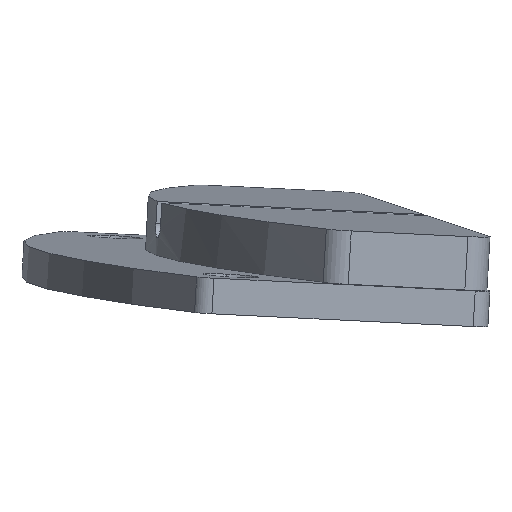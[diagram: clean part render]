
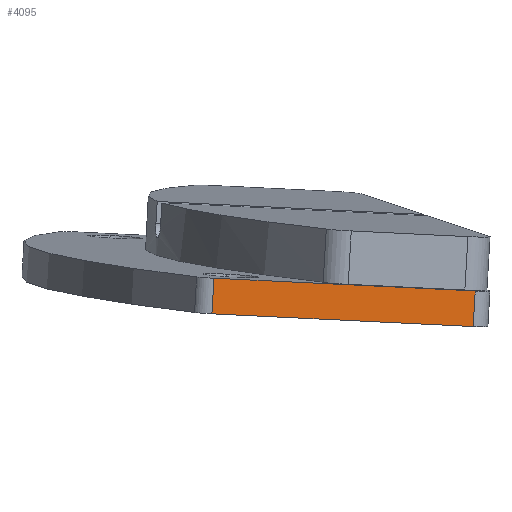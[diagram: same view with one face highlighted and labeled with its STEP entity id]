
A CAD part, front view. The second image highlights one B-rep face of the part: STEP entity #4095.
In plain terms, the highlighted planar face has unit normal (0.174, -0.983, -0.058).
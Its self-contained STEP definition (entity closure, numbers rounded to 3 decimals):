
#139 = PLANE('',#140);
#140 = AXIS2_PLACEMENT_3D('',#141,#142,#143);
#141 = CARTESIAN_POINT('',(25.755,-45.335,-8.486
    ));
#142 = DIRECTION('',(0.057,-0.048,
    0.997));
#143 = DIRECTION('',(-0.174,0.983,0.058));
#259 = PLANE('',#260);
#260 = AXIS2_PLACEMENT_3D('',#261,#262,#263);
#261 = CARTESIAN_POINT('',(25.984,-45.529,
    -4.497));
#262 = DIRECTION('',(0.057,-0.048,
    0.997));
#263 = DIRECTION('',(-0.174,0.983,0.058));
#519 = CYLINDRICAL_SURFACE('',#520,2.);
#520 = AXIS2_PLACEMENT_3D('',#521,#522,#523);
#521 = CARTESIAN_POINT('',(20.492,-39.675,
    -8.109));
#522 = DIRECTION('',(0.057,-0.048,
    0.997));
#523 = DIRECTION('',(0.818,-0.57,-0.075)
  );
#554 = VERTEX_POINT('',#555);
#555 = CARTESIAN_POINT('',(21.08,-41.845,
    -4.036));
#603 = EDGE_CURVE('',#554,#604,#606,.T.);
#604 = VERTEX_POINT('',#605);
#605 = CARTESIAN_POINT('',(-8.195,-47.099,
    -2.606));
#606 = SURFACE_CURVE('',#607,(#611,#618),.PCURVE_S1.);
#607 = LINE('',#608,#609);
#608 = CARTESIAN_POINT('',(21.08,-41.845,
    -4.036));
#609 = VECTOR('',#610,1.);
#610 = DIRECTION('',(-0.983,-0.176,0.048)
  );
#611 = PCURVE('',#259,#612);
#612 = DEFINITIONAL_REPRESENTATION('',(#613),#617);
#613 = LINE('',#614,#615);
#614 = CARTESIAN_POINT('',(4.5,4.193));
#615 = VECTOR('',#616,1.);
#616 = DIRECTION('',(0.,1.));
#617 = ( GEOMETRIC_REPRESENTATION_CONTEXT(2) 
PARAMETRIC_REPRESENTATION_CONTEXT() REPRESENTATION_CONTEXT('2D SPACE',''
  ) );
#618 = PCURVE('',#619,#624);
#619 = PLANE('',#620);
#620 = AXIS2_PLACEMENT_3D('',#621,#622,#623);
#621 = CARTESIAN_POINT('',(22.303,-41.379,
    -8.296));
#622 = DIRECTION('',(0.174,-0.983,-0.058)
  );
#623 = DIRECTION('',(0.057,-0.048,
    0.997));
#624 = DEFINITIONAL_REPRESENTATION('',(#625),#629);
#625 = LINE('',#626,#627);
#626 = CARTESIAN_POINT('',(4.2,1.489));
#627 = VECTOR('',#628,1.);
#628 = DIRECTION('',(0.,1.));
#629 = ( GEOMETRIC_REPRESENTATION_CONTEXT(2) 
PARAMETRIC_REPRESENTATION_CONTEXT() REPRESENTATION_CONTEXT('2D SPACE',''
  ) );
#652 = CYLINDRICAL_SURFACE('',#653,2.);
#653 = AXIS2_PLACEMENT_3D('',#654,#655,#656);
#654 = CARTESIAN_POINT('',(-8.783,-44.93,
    -6.679));
#655 = DIRECTION('',(0.057,-0.048,
    0.997));
#656 = DIRECTION('',(-0.368,-0.93,-0.024
    ));
#4006 = VERTEX_POINT('',#4007);
#4007 = CARTESIAN_POINT('',(-8.424,-46.906,
    -6.595));
#4051 = EDGE_CURVE('',#604,#4006,#4052,.T.);
#4052 = SURFACE_CURVE('',#4053,(#4057,#4086),.PCURVE_S1.);
#4053 = LINE('',#4054,#4055);
#4054 = CARTESIAN_POINT('',(-8.195,-47.099,
    -2.606));
#4055 = VECTOR('',#4056,1.);
#4056 = DIRECTION('',(-0.057,0.048,
    -0.997));
#4057 = PCURVE('',#652,#4058);
#4058 = DEFINITIONAL_REPRESENTATION('',(#4059),#4085);
#4059 = B_SPLINE_CURVE_WITH_KNOTS('',3,(#4060,#4061,#4062,#4063,#4064,
    #4065,#4066,#4067,#4068,#4069,#4070,#4071,#4072,#4073,#4074,#4075,
    #4076,#4077,#4078,#4079,#4080,#4081,#4082,#4083,#4084),
  .UNSPECIFIED.,.F.,.F.,(4,1,1,1,1,1,1,1,1,1,1,1,1,1,1,1,1,1,1,1,1,1,4),
  (0.,0.182,0.364,0.545,0.727,
    0.909,1.091,1.273,1.455,
    1.636,1.818,2.,2.182,2.364,
    2.545,2.727,2.909,3.091,
    3.273,3.455,3.636,3.818,4.),
  .QUASI_UNIFORM_KNOTS.);
#4060 = CARTESIAN_POINT('',(6.835,4.2));
#4061 = CARTESIAN_POINT('',(6.835,4.139));
#4062 = CARTESIAN_POINT('',(6.835,4.018));
#4063 = CARTESIAN_POINT('',(6.835,3.836));
#4064 = CARTESIAN_POINT('',(6.835,3.655));
#4065 = CARTESIAN_POINT('',(6.835,3.473));
#4066 = CARTESIAN_POINT('',(6.835,3.291));
#4067 = CARTESIAN_POINT('',(6.835,3.109));
#4068 = CARTESIAN_POINT('',(6.835,2.927));
#4069 = CARTESIAN_POINT('',(6.835,2.745));
#4070 = CARTESIAN_POINT('',(6.835,2.564));
#4071 = CARTESIAN_POINT('',(6.835,2.382));
#4072 = CARTESIAN_POINT('',(6.835,2.2));
#4073 = CARTESIAN_POINT('',(6.835,2.018));
#4074 = CARTESIAN_POINT('',(6.835,1.836));
#4075 = CARTESIAN_POINT('',(6.835,1.655));
#4076 = CARTESIAN_POINT('',(6.835,1.473));
#4077 = CARTESIAN_POINT('',(6.835,1.291));
#4078 = CARTESIAN_POINT('',(6.835,1.109));
#4079 = CARTESIAN_POINT('',(6.835,0.927));
#4080 = CARTESIAN_POINT('',(6.835,0.745));
#4081 = CARTESIAN_POINT('',(6.835,0.564));
#4082 = CARTESIAN_POINT('',(6.835,0.382));
#4083 = CARTESIAN_POINT('',(6.835,0.261));
#4084 = CARTESIAN_POINT('',(6.835,0.2));
#4085 = ( GEOMETRIC_REPRESENTATION_CONTEXT(2) 
PARAMETRIC_REPRESENTATION_CONTEXT() REPRESENTATION_CONTEXT('2D SPACE',''
  ) );
#4086 = PCURVE('',#619,#4087);
#4087 = DEFINITIONAL_REPRESENTATION('',(#4088),#4092);
#4088 = LINE('',#4089,#4090);
#4089 = CARTESIAN_POINT('',(4.2,31.266));
#4090 = VECTOR('',#4091,1.);
#4091 = DIRECTION('',(-1.,0.));
#4092 = ( GEOMETRIC_REPRESENTATION_CONTEXT(2) 
PARAMETRIC_REPRESENTATION_CONTEXT() REPRESENTATION_CONTEXT('2D SPACE',''
  ) );
#4095 = ADVANCED_FACE('',(#4096),#619,.T.);
#4096 = FACE_BOUND('',#4097,.F.);
#4097 = EDGE_LOOP('',(#4098,#4143,#4164,#4165));
#4098 = ORIENTED_EDGE('',*,*,#4099,.F.);
#4099 = EDGE_CURVE('',#4100,#554,#4102,.T.);
#4100 = VERTEX_POINT('',#4101);
#4101 = CARTESIAN_POINT('',(20.851,-41.651,
    -8.025));
#4102 = SURFACE_CURVE('',#4103,(#4107,#4114),.PCURVE_S1.);
#4103 = LINE('',#4104,#4105);
#4104 = CARTESIAN_POINT('',(20.851,-41.651,
    -8.025));
#4105 = VECTOR('',#4106,1.);
#4106 = DIRECTION('',(0.057,-0.048,
    0.997));
#4107 = PCURVE('',#619,#4108);
#4108 = DEFINITIONAL_REPRESENTATION('',(#4109),#4113);
#4109 = LINE('',#4110,#4111);
#4110 = CARTESIAN_POINT('',(0.2,1.489));
#4111 = VECTOR('',#4112,1.);
#4112 = DIRECTION('',(1.,0.));
#4113 = ( GEOMETRIC_REPRESENTATION_CONTEXT(2) 
PARAMETRIC_REPRESENTATION_CONTEXT() REPRESENTATION_CONTEXT('2D SPACE',''
  ) );
#4114 = PCURVE('',#519,#4115);
#4115 = DEFINITIONAL_REPRESENTATION('',(#4116),#4142);
#4116 = B_SPLINE_CURVE_WITH_KNOTS('',3,(#4117,#4118,#4119,#4120,#4121,
    #4122,#4123,#4124,#4125,#4126,#4127,#4128,#4129,#4130,#4131,#4132,
    #4133,#4134,#4135,#4136,#4137,#4138,#4139,#4140,#4141),
  .UNSPECIFIED.,.F.,.F.,(4,1,1,1,1,1,1,1,1,1,1,1,1,1,1,1,1,1,1,1,1,1,4),
  (0.,0.182,0.364,0.545,0.727,
    0.909,1.091,1.273,1.455,
    1.636,1.818,2.,2.182,2.364,
    2.545,2.727,2.909,3.091,
    3.273,3.455,3.636,3.818,4.),
  .QUASI_UNIFORM_KNOTS.);
#4117 = CARTESIAN_POINT('',(-0.785,0.2));
#4118 = CARTESIAN_POINT('',(-0.785,0.261));
#4119 = CARTESIAN_POINT('',(-0.785,0.382));
#4120 = CARTESIAN_POINT('',(-0.785,0.564));
#4121 = CARTESIAN_POINT('',(-0.785,0.745));
#4122 = CARTESIAN_POINT('',(-0.785,0.927));
#4123 = CARTESIAN_POINT('',(-0.785,1.109));
#4124 = CARTESIAN_POINT('',(-0.785,1.291));
#4125 = CARTESIAN_POINT('',(-0.785,1.473));
#4126 = CARTESIAN_POINT('',(-0.785,1.655));
#4127 = CARTESIAN_POINT('',(-0.785,1.836));
#4128 = CARTESIAN_POINT('',(-0.785,2.018));
#4129 = CARTESIAN_POINT('',(-0.785,2.2));
#4130 = CARTESIAN_POINT('',(-0.785,2.382));
#4131 = CARTESIAN_POINT('',(-0.785,2.564));
#4132 = CARTESIAN_POINT('',(-0.785,2.745));
#4133 = CARTESIAN_POINT('',(-0.785,2.927));
#4134 = CARTESIAN_POINT('',(-0.785,3.109));
#4135 = CARTESIAN_POINT('',(-0.785,3.291));
#4136 = CARTESIAN_POINT('',(-0.785,3.473));
#4137 = CARTESIAN_POINT('',(-0.785,3.655));
#4138 = CARTESIAN_POINT('',(-0.785,3.836));
#4139 = CARTESIAN_POINT('',(-0.785,4.018));
#4140 = CARTESIAN_POINT('',(-0.785,4.139));
#4141 = CARTESIAN_POINT('',(-0.785,4.2));
#4142 = ( GEOMETRIC_REPRESENTATION_CONTEXT(2) 
PARAMETRIC_REPRESENTATION_CONTEXT() REPRESENTATION_CONTEXT('2D SPACE',''
  ) );
#4143 = ORIENTED_EDGE('',*,*,#4144,.F.);
#4144 = EDGE_CURVE('',#4006,#4100,#4145,.T.);
#4145 = SURFACE_CURVE('',#4146,(#4150,#4157),.PCURVE_S1.);
#4146 = LINE('',#4147,#4148);
#4147 = CARTESIAN_POINT('',(-8.424,-46.906,
    -6.595));
#4148 = VECTOR('',#4149,1.);
#4149 = DIRECTION('',(0.983,0.176,-0.048)
  );
#4150 = PCURVE('',#619,#4151);
#4151 = DEFINITIONAL_REPRESENTATION('',(#4152),#4156);
#4152 = LINE('',#4153,#4154);
#4153 = CARTESIAN_POINT('',(0.2,31.266));
#4154 = VECTOR('',#4155,1.);
#4155 = DIRECTION('',(0.,-1.));
#4156 = ( GEOMETRIC_REPRESENTATION_CONTEXT(2) 
PARAMETRIC_REPRESENTATION_CONTEXT() REPRESENTATION_CONTEXT('2D SPACE',''
  ) );
#4157 = PCURVE('',#139,#4158);
#4158 = DEFINITIONAL_REPRESENTATION('',(#4159),#4163);
#4159 = LINE('',#4160,#4161);
#4160 = CARTESIAN_POINT('',(4.5,33.971));
#4161 = VECTOR('',#4162,1.);
#4162 = DIRECTION('',(0.,-1.));
#4163 = ( GEOMETRIC_REPRESENTATION_CONTEXT(2) 
PARAMETRIC_REPRESENTATION_CONTEXT() REPRESENTATION_CONTEXT('2D SPACE',''
  ) );
#4164 = ORIENTED_EDGE('',*,*,#4051,.F.);
#4165 = ORIENTED_EDGE('',*,*,#603,.F.);
